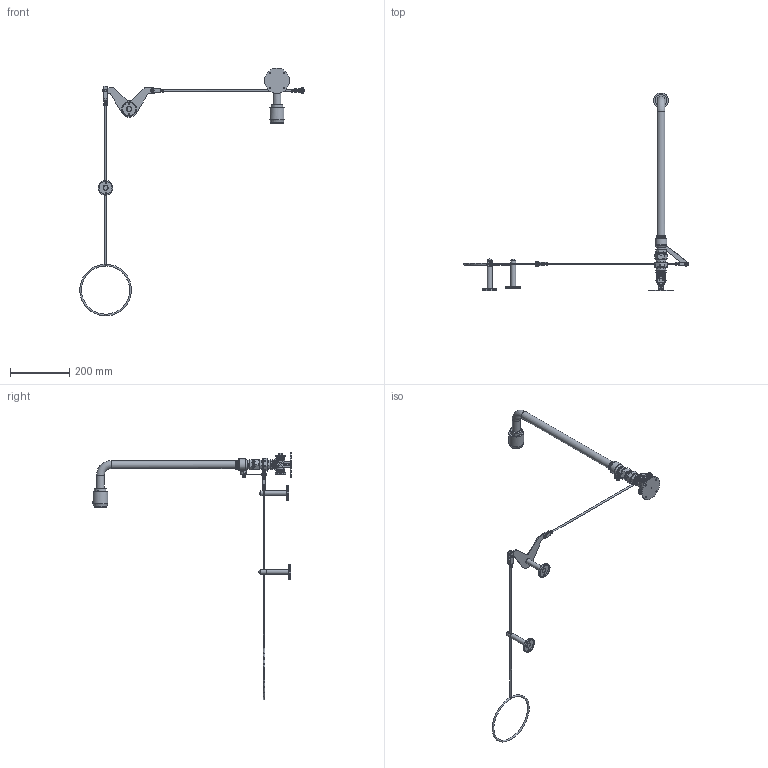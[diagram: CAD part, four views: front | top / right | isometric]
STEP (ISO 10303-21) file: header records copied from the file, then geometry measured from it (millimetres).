
FILE_DESCRIPTION(/* description */ (''),/* implementation_level */ '2;1');
FILE_NAME(/* name */ 'BR088085_step_file-001.stp',/* time_stamp */ '2025-05-27T17:39:41+05:00',/* author */ (''),/* organization */ (''),/* preprocessor_version */ 'ST-DEVELOPER v18.102',/* originating_system */ 'SIEMENS PLM Software NX 2027',/* authorisation */ '');
FILE_SCHEMA (('AUTOMOTIVE_DESIGN { 1 0 10303 214 3 1 1 1 }'));
Products named in the file (1): BR088085_09-05-2025_objects
Bounding box: 759.34 x 669.99 x 838.54 mm (x, y, z)
Volume: 239057.3 mm3; surface area: 267763 mm2
Topology: 23 solids, 28 shells, 1007 faces, 2439 edges, 1449 vertices
Faces by surface type: cylinder 394, plane 232, bspline 188, torus 83, sphere 80, cone 30
Full cylindrical faces by diameter (mm): 4 x2, 4.5 x4, 5.5 x8, 6 x25, 6.1 x5, 8 x2, 8.1 x7, 8.4 x1, 10 x3, 14 x1, 15 x3, 17 x4, 21.5 x1, 21.692 x1, 21.7 x2, 22.8 x1, 24 x1, 24.117 x21, 26 x1, 26.9 x8, 27 x1, 27.3 x1, 28 x4, 29.117 x2, 30 x2, 34 x3, 40 x2, 44 x2, 50 x3, 85 x1
Entity records: 94428 total; most frequent: CARTESIAN_POINT 75123, ORIENTED_EDGE 3922, DIRECTION 3633, EDGE_CURVE 1961, AXIS2_PLACEMENT_3D 1539, VERTEX_POINT 1232, EDGE_LOOP 1201, ADVANCED_FACE 961
